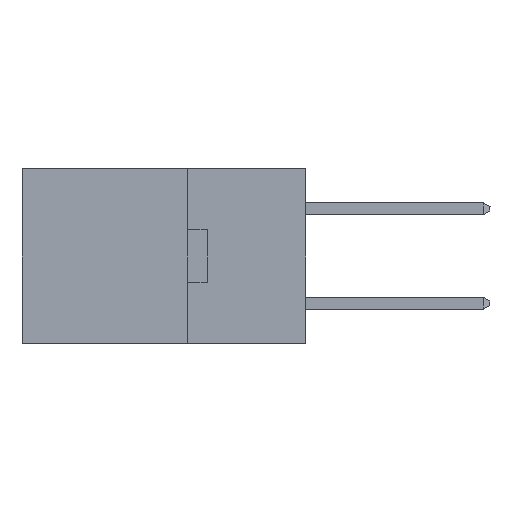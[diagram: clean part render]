
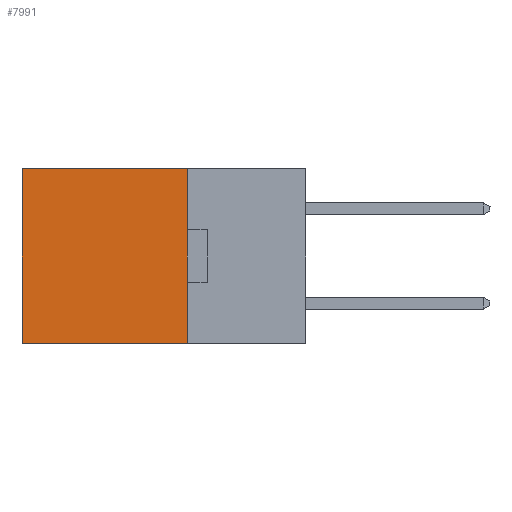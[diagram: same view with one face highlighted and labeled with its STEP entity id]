
A CAD part, left-side view. The second image highlights one B-rep face of the part: STEP entity #7991.
In plain terms, the highlighted planar face has unit normal (-1, 0, 0).
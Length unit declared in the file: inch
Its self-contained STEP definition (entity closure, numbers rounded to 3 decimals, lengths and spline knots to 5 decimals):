
#254 = LINE ( 'NONE', #24039, #23130 ) ;
#273 = FACE_OUTER_BOUND ( 'NONE', #4562, .T. ) ;
#1352 = LINE ( 'NONE', #5493, #12177 ) ;
#1439 = ORIENTED_EDGE ( 'NONE', *, *, #22411, .T. ) ;
#2272 = DIRECTION ( 'NONE',  ( 1., 0., 0. ) ) ;
#2312 = VERTEX_POINT ( 'NONE', #19552 ) ;
#3231 = AXIS2_PLACEMENT_3D ( 'NONE', #15197, #2272, #17324 ) ;
#4446 = ORIENTED_EDGE ( 'NONE', *, *, #23499, .F. ) ;
#4484 = VERTEX_POINT ( 'NONE', #9226 ) ;
#4562 = EDGE_LOOP ( 'NONE', ( #1439, #23821, #4446, #18782 ) ) ;
#4582 = VERTEX_POINT ( 'NONE', #7947 ) ;
#4786 = DIRECTION ( 'NONE',  ( 0., 1., 0. ) ) ;
#5493 = CARTESIAN_POINT ( 'NONE',  ( 0.2615, 0.6, -0.37 ) ) ;
#6043 = EDGE_CURVE ( 'NONE', #12977, #4484, #14617, .T. ) ;
#6693 = DIRECTION ( 'NONE',  ( 0., 0., -1. ) ) ;
#7947 = CARTESIAN_POINT ( 'NONE',  ( 0.2615, 0.25, -0.37 ) ) ;
#7991 = ADVANCED_FACE ( 'NONE', ( #273 ), #25789, .F. ) ;
#9226 = CARTESIAN_POINT ( 'NONE',  ( 0.2615, 0.6, 0. ) ) ;
#11026 = CARTESIAN_POINT ( 'NONE',  ( 0.2615, 0.25, 0. ) ) ;
#12177 = VECTOR ( 'NONE', #22703, 39.37008 ) ;
#12977 = VERTEX_POINT ( 'NONE', #20972 ) ;
#13196 = DIRECTION ( 'NONE',  ( 0., 1., 0. ) ) ;
#14617 = LINE ( 'NONE', #11026, #15954 ) ;
#15197 = CARTESIAN_POINT ( 'NONE',  ( 0.2615, 0.25, -0.37 ) ) ;
#15954 = VECTOR ( 'NONE', #13196, 39.37008 ) ;
#17324 = DIRECTION ( 'NONE',  ( 0., 0., -1. ) ) ;
#18782 = ORIENTED_EDGE ( 'NONE', *, *, #6043, .T. ) ;
#19552 = CARTESIAN_POINT ( 'NONE',  ( 0.2615, 0.6, -0.37 ) ) ;
#20972 = CARTESIAN_POINT ( 'NONE',  ( 0.2615, 0.25, 0. ) ) ;
#22411 = EDGE_CURVE ( 'NONE', #4484, #2312, #1352, .T. ) ;
#22492 = VECTOR ( 'NONE', #6693, 39.37008 ) ;
#22703 = DIRECTION ( 'NONE',  ( 0., 0., -1. ) ) ;
#23130 = VECTOR ( 'NONE', #4786, 39.37008 ) ;
#23149 = LINE ( 'NONE', #25890, #22492 ) ;
#23499 = EDGE_CURVE ( 'NONE', #12977, #4582, #23149, .T. ) ;
#23821 = ORIENTED_EDGE ( 'NONE', *, *, #27216, .F. ) ;
#24039 = CARTESIAN_POINT ( 'NONE',  ( 0.2615, 0.25, -0.37 ) ) ;
#25789 = PLANE ( 'NONE',  #3231 ) ;
#25890 = CARTESIAN_POINT ( 'NONE',  ( 0.2615, 0.25, -0.37 ) ) ;
#27216 = EDGE_CURVE ( 'NONE', #4582, #2312, #254, .T. ) ;
